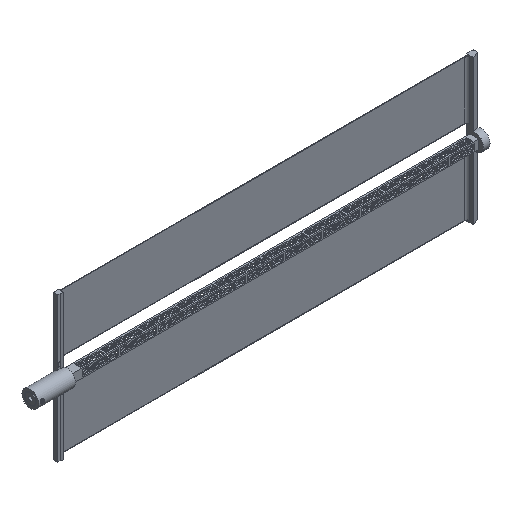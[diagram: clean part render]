
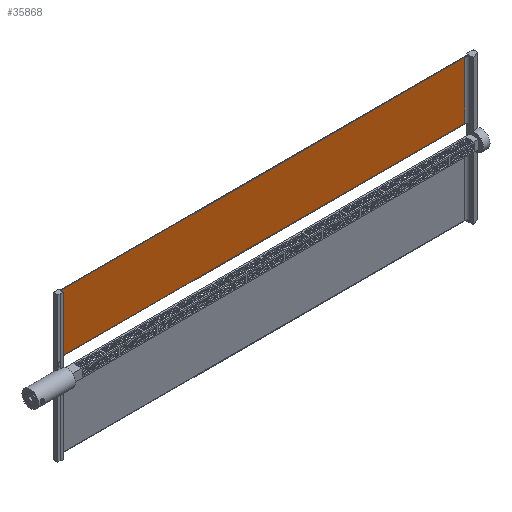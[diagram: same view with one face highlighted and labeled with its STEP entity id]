
A CAD part, isometric view. The second image highlights one B-rep face of the part: STEP entity #35868.
In plain terms, the highlighted planar face has unit normal (0, -1, 0).
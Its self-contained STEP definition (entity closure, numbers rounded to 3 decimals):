
#1069=PLANE('',#37662);
#3479=FACE_OUTER_BOUND('',#5847,.T.);
#5847=EDGE_LOOP('',(#31406,#31407,#31408,#31409));
#11009=LINE('',#61201,#15966);
#11025=LINE('',#61239,#15982);
#11031=LINE('',#61248,#15988);
#11032=LINE('',#61250,#15989);
#15966=VECTOR('',#44486,10.);
#15982=VECTOR('',#44522,10.);
#15988=VECTOR('',#44534,10.);
#15989=VECTOR('',#44537,10.);
#19725=VERTEX_POINT('',#61198);
#19726=VERTEX_POINT('',#61200);
#19737=VERTEX_POINT('',#61236);
#19738=VERTEX_POINT('',#61238);
#24053=EDGE_CURVE('',#19726,#19725,#11009,.T.);
#24072=EDGE_CURVE('',#19738,#19737,#11025,.T.);
#24079=EDGE_CURVE('',#19738,#19725,#11031,.T.);
#24080=EDGE_CURVE('',#19726,#19737,#11032,.T.);
#31406=ORIENTED_EDGE('',*,*,#24080,.F.);
#31407=ORIENTED_EDGE('',*,*,#24053,.T.);
#31408=ORIENTED_EDGE('',*,*,#24079,.F.);
#31409=ORIENTED_EDGE('',*,*,#24072,.T.);
#35868=ADVANCED_FACE('',(#3479),#1069,.T.);
#37662=AXIS2_PLACEMENT_3D('',#61249,#44535,#44536);
#44486=DIRECTION('',(-1.,0.,0.));
#44522=DIRECTION('',(1.,0.,0.));
#44534=DIRECTION('',(0.,0.,1.));
#44535=DIRECTION('center_axis',(0.,-1.,0.));
#44536=DIRECTION('ref_axis',(0.,0.,-1.));
#44537=DIRECTION('',(0.,0.,-1.));
#61198=CARTESIAN_POINT('',(30.788,6.104,55.88));
#61200=CARTESIAN_POINT('',(348.4,6.104,55.88));
#61201=CARTESIAN_POINT('',(36.788,6.104,55.88));
#61236=CARTESIAN_POINT('',(348.4,6.104,10.16));
#61238=CARTESIAN_POINT('',(30.788,6.104,10.16));
#61239=CARTESIAN_POINT('',(254.788,6.104,10.16));
#61248=CARTESIAN_POINT('',(30.788,6.104,27.94));
#61249=CARTESIAN_POINT('Origin',(254.788,6.104,55.88));
#61250=CARTESIAN_POINT('',(348.4,6.104,27.94));
